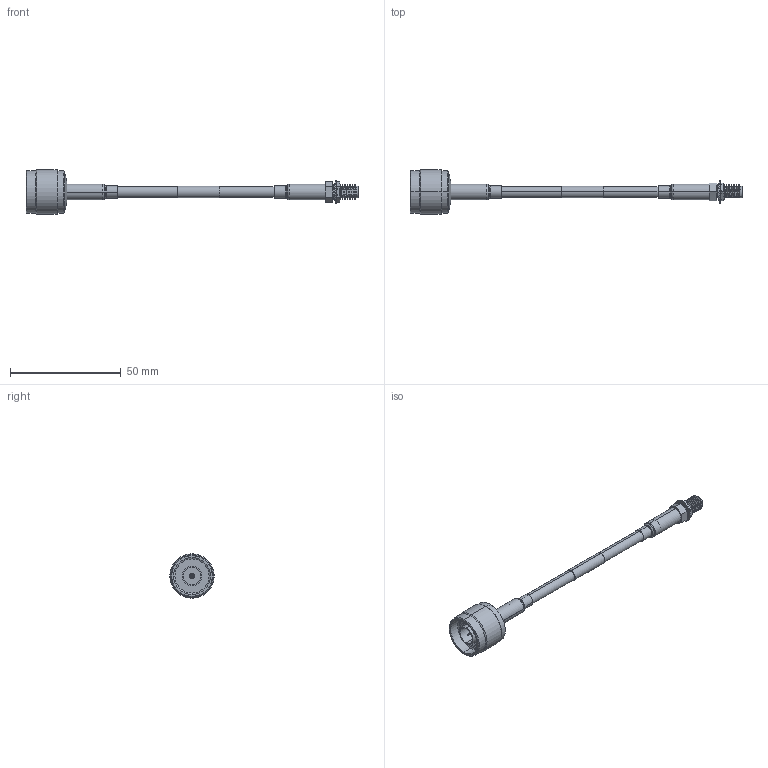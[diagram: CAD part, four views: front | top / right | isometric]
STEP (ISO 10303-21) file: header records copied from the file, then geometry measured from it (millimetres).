
FILE_DESCRIPTION (( 'STEP AP203' ), '1' );
FILE_NAME ('LCCA30668.STEP', '2020-09-25T07:00:59', ( '' ), ( '' ), 'SwSTEP 2.0', 'SolidWorks 2018', '' );
FILE_SCHEMA (( 'CONFIG_CONTROL_DESIGN' ));
Length unit declared in the file: inch
Products named in the file (15): LCCA30668; ASF-3700-MA1; ANM-1700-MA1; ANM-1700_NO PIN; ASF-3700-MA7; ASF-3700-MA4; Part3^LCCA30668; CA-195R-MA1_.195"x1"; ASF-3700-MA5_with contours; ANM-1700-MA3; ANM-1700; ASF-3700-MA3; ANM-1700-MA2; RG58C-PROD; ASF-3700
Assembly tree (15 placements, depth 3):
  LCCA30668
    RG58C-PROD
    Part3^LCCA30668
    ANM-1700
      ANM-1700_NO PIN
      ANM-1700-MA2
      ANM-1700-MA1
      ANM-1700-MA3
    CA-195R-MA1_.195"x1"  x2
    ASF-3700
      ASF-3700-MA1
      ASF-3700-MA3
      ASF-3700-MA7
      ASF-3700-MA4
      ASF-3700-MA5_with contours
Bounding box: 149.96 x 20 x 20 mm (x, y, z)
Volume: 6768.8 mm3; surface area: 9470.8 mm2
Topology: 13 solids, 13 shells, 513 faces, 1216 edges, 747 vertices
Faces by surface type: plane 187, cylinder 164, cone 140, torus 20, sphere 2
Entity records: 16325 total; most frequent: CARTESIAN_POINT 3159, DIRECTION 2507, ORIENTED_EDGE 2340, EDGE_CURVE 1170, AXIS2_PLACEMENT_3D 938, VERTEX_POINT 723, LINE 631, VECTOR 631
